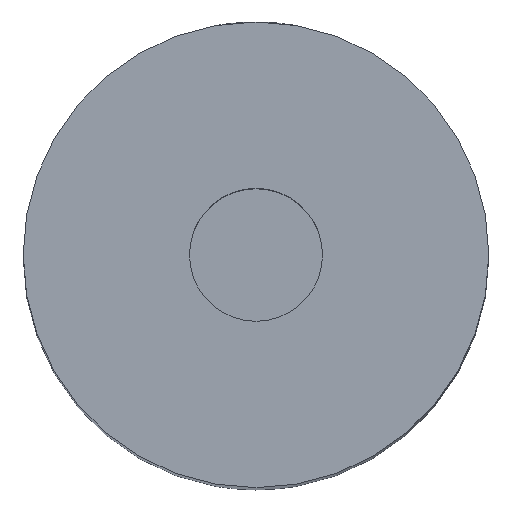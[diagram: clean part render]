
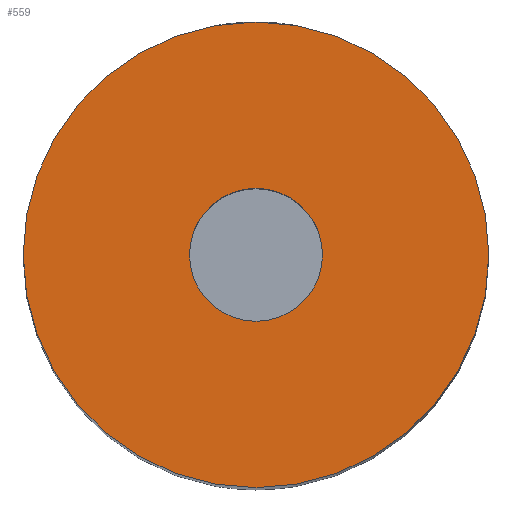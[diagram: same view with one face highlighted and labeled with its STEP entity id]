
A CAD part, top view. The second image highlights one B-rep face of the part: STEP entity #559.
In plain terms, the highlighted planar face has unit normal (0, 0, 1).
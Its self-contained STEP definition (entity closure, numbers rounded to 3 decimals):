
#13 = FACE_BOUND ( 'NONE', #35, .T. ) ;
#35 = EDGE_LOOP ( 'NONE', ( #808, #457 ) ) ;
#53 = PLANE ( 'NONE',  #510 ) ;
#116 = CARTESIAN_POINT ( 'NONE',  ( 0., 0., 80. ) ) ;
#143 = VERTEX_POINT ( 'NONE', #261 ) ;
#171 = CARTESIAN_POINT ( 'NONE',  ( -14., 0., 80. ) ) ;
#193 = AXIS2_PLACEMENT_3D ( 'NONE', #648, #378, #644 ) ;
#203 = VERTEX_POINT ( 'NONE', #264 ) ;
#220 = ORIENTED_EDGE ( 'NONE', *, *, #460, .T. ) ;
#261 = CARTESIAN_POINT ( 'NONE',  ( 4., 0., 80. ) ) ;
#264 = CARTESIAN_POINT ( 'NONE',  ( -4., 0., 80. ) ) ;
#291 = EDGE_CURVE ( 'NONE', #143, #203, #583, .T. ) ;
#378 = DIRECTION ( 'NONE',  ( 0., 0., 1. ) ) ;
#380 = AXIS2_PLACEMENT_3D ( 'NONE', #713, #641, #438 ) ;
#399 = FACE_OUTER_BOUND ( 'NONE', #427, .T. ) ;
#419 = VERTEX_POINT ( 'NONE', #171 ) ;
#421 = DIRECTION ( 'NONE',  ( 0., 0., 1. ) ) ;
#427 = EDGE_LOOP ( 'NONE', ( #668, #220 ) ) ;
#438 = DIRECTION ( 'NONE',  ( 1., 0., 0. ) ) ;
#446 = EDGE_CURVE ( 'NONE', #203, #143, #572, .T. ) ;
#457 = ORIENTED_EDGE ( 'NONE', *, *, #446, .F. ) ;
#460 = EDGE_CURVE ( 'NONE', #732, #419, #765, .T. ) ;
#465 = DIRECTION ( 'NONE',  ( 0., 0., 1. ) ) ;
#510 = AXIS2_PLACEMENT_3D ( 'NONE', #116, #465, #806 ) ;
#519 = DIRECTION ( 'NONE',  ( 1., 0., 0. ) ) ;
#558 = DIRECTION ( 'NONE',  ( 1., 0., 0. ) ) ;
#559 = ADVANCED_FACE ( 'NONE', ( #13, #399 ), #53, .T. ) ;
#572 = CIRCLE ( 'NONE', #193, 4. ) ;
#583 = CIRCLE ( 'NONE', #843, 4. ) ;
#626 = CARTESIAN_POINT ( 'NONE',  ( 14., 0., 80. ) ) ;
#641 = DIRECTION ( 'NONE',  ( 0., 0., 1. ) ) ;
#644 = DIRECTION ( 'NONE',  ( 1., 0., 0. ) ) ;
#648 = CARTESIAN_POINT ( 'NONE',  ( 0., 0., 80. ) ) ;
#667 = CARTESIAN_POINT ( 'NONE',  ( 0., 0., 80. ) ) ;
#668 = ORIENTED_EDGE ( 'NONE', *, *, #685, .T. ) ;
#685 = EDGE_CURVE ( 'NONE', #419, #732, #710, .T. ) ;
#698 = CARTESIAN_POINT ( 'NONE',  ( 0., 0., 80. ) ) ;
#710 = CIRCLE ( 'NONE', #831, 14. ) ;
#713 = CARTESIAN_POINT ( 'NONE',  ( 0., 0., 80. ) ) ;
#732 = VERTEX_POINT ( 'NONE', #626 ) ;
#765 = CIRCLE ( 'NONE', #380, 14. ) ;
#806 = DIRECTION ( 'NONE',  ( 1., 0., 0. ) ) ;
#808 = ORIENTED_EDGE ( 'NONE', *, *, #291, .F. ) ;
#831 = AXIS2_PLACEMENT_3D ( 'NONE', #698, #421, #558 ) ;
#843 = AXIS2_PLACEMENT_3D ( 'NONE', #667, #851, #519 ) ;
#851 = DIRECTION ( 'NONE',  ( 0., 0., 1. ) ) ;
